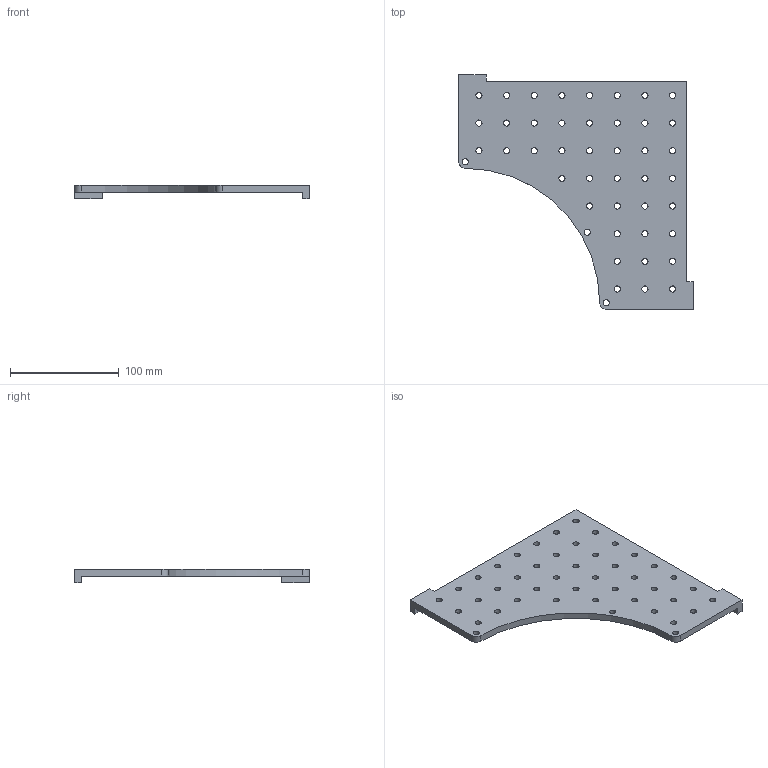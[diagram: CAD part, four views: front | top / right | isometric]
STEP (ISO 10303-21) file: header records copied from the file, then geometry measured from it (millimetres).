
FILE_DESCRIPTION(/* description */ (''),/* implementation_level */ '2;1');
FILE_NAME(/* name */ 'Opposite Corner Mount Plate.step',/* time_stamp */ '2023-09-20T18:54:28-04:00',/* author */ (''),/* organization */ (''),/* preprocessor_version */ 'ST-DEVELOPER v20',/* originating_system */ 'Autodesk Translation Framework v12.9.0.99',/* authorisation */ '');
FILE_SCHEMA (('AUTOMOTIVE_DESIGN { 1 0 10303 214 3 1 1 }'));
Length unit declared in the file: inch
Products named in the file (1): Opposite Corner Mount Plate
Bounding box: 215.55 x 215.55 x 12.7 mm (x, y, z)
Volume: 189125.8 mm3; surface area: 69873.4 mm2
Topology: 1 solids, 1 shells, 62 faces, 178 edges, 118 vertices
Faces by surface type: cylinder 48, plane 14
Full cylindrical faces by diameter (mm): 5.613 x45
Entity records: 2297 total; most frequent: DIRECTION 400, CARTESIAN_POINT 359, ORIENTED_EDGE 356, EDGE_CURVE 178, AXIS2_PLACEMENT_3D 159, EDGE_LOOP 152, VERTEX_POINT 118, CIRCLE 96
